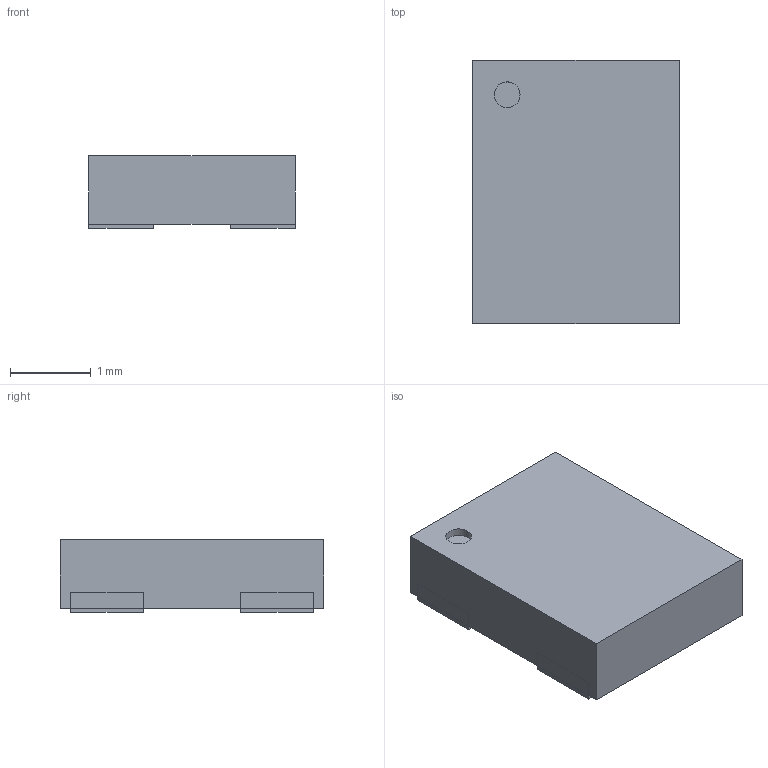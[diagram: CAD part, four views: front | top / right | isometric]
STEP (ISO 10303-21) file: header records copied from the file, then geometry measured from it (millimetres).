
FILE_DESCRIPTION(('Open CASCADE Model'),'2;1');
FILE_NAME('Open CASCADE Shape Model','2022-11-08T09:42:00',('Author'),( 'Open CASCADE'),'Open CASCADE STEP processor 6.8','Open CASCADE 6.8' ,'Unknown');
FILE_SCHEMA(('AUTOMOTIVE_DESIGN { 1 0 10303 214 1 1 1 1 }'));
Length unit declared in the file: millimetre
Products named in the file (9): PCB; Designator1; 7081734240; Open_CASCADE_STEP_translator_6.8_14.1; Body; Open_CASCADE_STEP_translator_6.8_14.2.1; Pin_Shape; Open_CASCADE_STEP_translator_6.8_14.3.1; Open_CASCADE_STEP_translator_6.8_14.3.2
Assembly tree (10 placements, depth 4):
  PCB
  Designator1
    7081734240
      Open_CASCADE_STEP_translator_6.8_14.1
      Body
        Open_CASCADE_STEP_translator_6.8_14.2.1
      Pin_Shape  x4
        Open_CASCADE_STEP_translator_6.8_14.3.1
        Open_CASCADE_STEP_translator_6.8_14.3.2
Bounding box: 2.55 x 3.25 x 0.9 mm (x, y, z)
Volume: 7.2 mm3; surface area: 33.8 mm2
Topology: 5 solids, 10 shells, 37 faces, 80 edges, 59 vertices
Faces by surface type: plane 36, cylinder 1
Full cylindrical faces by diameter (mm): 0.319 x1
Entity records: 625 total; most frequent: DIRECTION 89, CARTESIAN_POINT 82, ORIENTED_EDGE 59, EDGE_CURVE 32, AXIS2_PLACEMENT_3D 30, LINE 29, VECTOR 29, VERTEX_POINT 23
